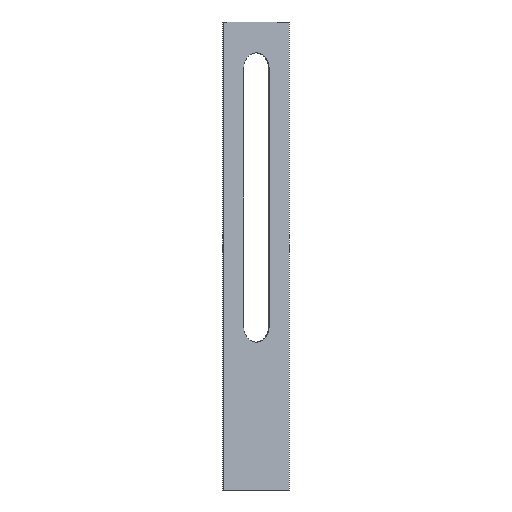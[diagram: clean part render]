
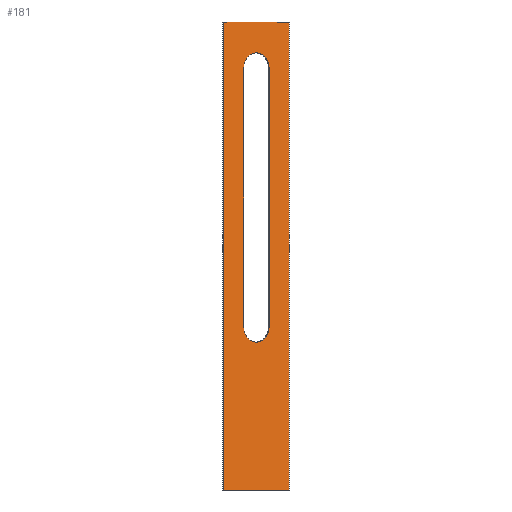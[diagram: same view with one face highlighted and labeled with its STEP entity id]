
A CAD part, front view. The second image highlights one B-rep face of the part: STEP entity #181.
In plain terms, the highlighted planar face has unit normal (0.5, -0.866, 0).
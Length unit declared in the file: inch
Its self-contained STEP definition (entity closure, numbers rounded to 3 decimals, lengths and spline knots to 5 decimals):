
#17=FACE_BOUND('',#34,.T.);
#19=CIRCLE('',#200,2.25);
#20=CIRCLE('',#201,2.25);
#23=FACE_OUTER_BOUND('',#33,.T.);
#33=EDGE_LOOP('',(#125,#126,#127,#128));
#34=EDGE_LOOP('',(#129,#130,#131,#132));
#45=LINE('',#267,#65);
#46=LINE('',#269,#66);
#47=LINE('',#271,#67);
#48=LINE('',#272,#68);
#49=LINE('',#275,#69);
#50=LINE('',#279,#70);
#65=VECTOR('',#217,72.);
#66=VECTOR('',#218,11.6);
#67=VECTOR('',#219,72.);
#68=VECTOR('',#220,11.6);
#69=VECTOR('',#221,40.);
#70=VECTOR('',#224,40.);
#85=VERTEX_POINT('',#265);
#86=VERTEX_POINT('',#266);
#87=VERTEX_POINT('',#268);
#88=VERTEX_POINT('',#270);
#89=VERTEX_POINT('',#273);
#90=VERTEX_POINT('',#274);
#91=VERTEX_POINT('',#276);
#92=VERTEX_POINT('',#278);
#101=EDGE_CURVE('',#85,#86,#45,.T.);
#102=EDGE_CURVE('',#85,#87,#46,.T.);
#103=EDGE_CURVE('',#87,#88,#47,.T.);
#104=EDGE_CURVE('',#88,#86,#48,.T.);
#105=EDGE_CURVE('',#89,#90,#49,.T.);
#106=EDGE_CURVE('',#91,#90,#19,.T.);
#107=EDGE_CURVE('',#92,#91,#50,.T.);
#108=EDGE_CURVE('',#89,#92,#20,.T.);
#125=ORIENTED_EDGE('',*,*,#101,.F.);
#126=ORIENTED_EDGE('',*,*,#102,.T.);
#127=ORIENTED_EDGE('',*,*,#103,.T.);
#128=ORIENTED_EDGE('',*,*,#104,.T.);
#129=ORIENTED_EDGE('',*,*,#105,.T.);
#130=ORIENTED_EDGE('',*,*,#106,.F.);
#131=ORIENTED_EDGE('',*,*,#107,.F.);
#132=ORIENTED_EDGE('',*,*,#108,.F.);
#173=PLANE('',#199);
#181=ADVANCED_FACE('',(#23,#17),#173,.F.);
#199=AXIS2_PLACEMENT_3D('',#264,#215,#216);
#200=AXIS2_PLACEMENT_3D('',#277,#222,#223);
#201=AXIS2_PLACEMENT_3D('',#280,#225,#226);
#215=DIRECTION('center_axis',(-0.5,0.866,0.));
#216=DIRECTION('ref_axis',(-0.866,-0.5,0.));
#217=DIRECTION('',(0.,0.,-1.));
#218=DIRECTION('',(-0.866,-0.5,0.));
#219=DIRECTION('',(0.,0.,-1.));
#220=DIRECTION('',(0.866,0.5,0.));
#221=DIRECTION('',(0.,0.,-1.));
#222=DIRECTION('center_axis',(0.5,-0.866,0.));
#223=DIRECTION('ref_axis',(-0.866,-0.5,0.));
#224=DIRECTION('',(0.,0.,-1.));
#225=DIRECTION('center_axis',(0.5,-0.866,0.));
#226=DIRECTION('ref_axis',(0.866,0.5,0.));
#264=CARTESIAN_POINT('Origin',(-5.02295,8.7,36.));
#265=CARTESIAN_POINT('',(0.,11.6,72.));
#266=CARTESIAN_POINT('',(0.,11.6,0.));
#267=CARTESIAN_POINT('',(0.,11.6,72.));
#268=CARTESIAN_POINT('',(-10.04589,5.8,72.));
#269=CARTESIAN_POINT('',(0.,11.6,72.));
#270=CARTESIAN_POINT('',(-10.04589,5.8,0.));
#271=CARTESIAN_POINT('',(-10.04589,5.8,72.));
#272=CARTESIAN_POINT('',(-10.04589,5.8,0.));
#273=CARTESIAN_POINT('',(-3.07439,9.825,65.));
#274=CARTESIAN_POINT('',(-3.07439,9.825,25.));
#275=CARTESIAN_POINT('',(-3.07439,9.825,65.));
#276=CARTESIAN_POINT('',(-6.9715,7.575,25.));
#277=CARTESIAN_POINT('Origin',(-5.02295,8.7,25.));
#278=CARTESIAN_POINT('',(-6.9715,7.575,65.));
#279=CARTESIAN_POINT('',(-6.9715,7.575,65.));
#280=CARTESIAN_POINT('Origin',(-5.02295,8.7,65.));
